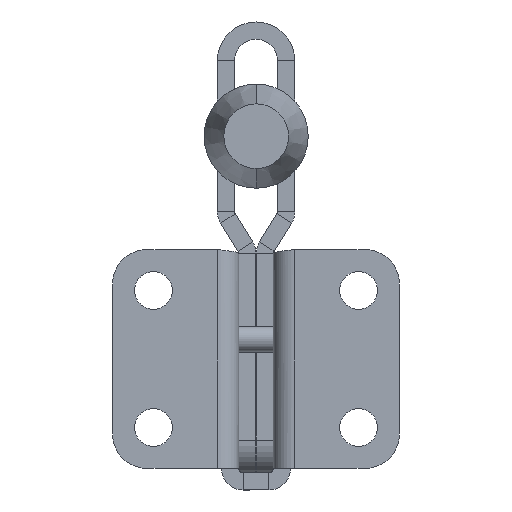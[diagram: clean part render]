
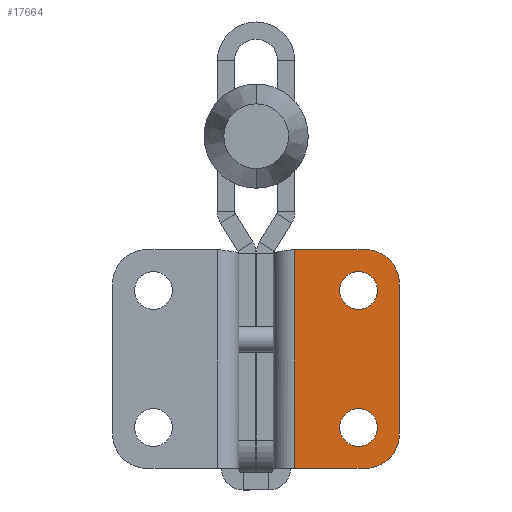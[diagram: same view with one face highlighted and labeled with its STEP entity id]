
A CAD part, front view. The second image highlights one B-rep face of the part: STEP entity #17664.
In plain terms, the highlighted planar face has unit normal (0, -1, 0).
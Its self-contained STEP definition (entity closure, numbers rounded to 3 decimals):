
#3393 = LINE ( 'NONE', #19212, #3399 ) ;
#3395 = CIRCLE ( 'NONE', #9547, 4. ) ;
#3397 = CIRCLE ( 'NONE', #9550, 2.2 ) ;
#3399 = VECTOR ( 'NONE', #19208, 1000. ) ;
#3401 = LINE ( 'NONE', #19216, #3405 ) ;
#3403 = CIRCLE ( 'NONE', #9548, 4. ) ;
#3405 = VECTOR ( 'NONE', #19206, 1000. ) ;
#3407 = LINE ( 'NONE', #19217, #3411 ) ;
#3409 = CIRCLE ( 'NONE', #9549, 2.2 ) ;
#3411 = VECTOR ( 'NONE', #19218, 1000. ) ;
#3415 = LINE ( 'NONE', #19229, #3423 ) ;
#3423 = VECTOR ( 'NONE', #19234, 1000. ) ;
#3693 = CIRCLE ( 'NONE', #9583, 2.2 ) ;
#3707 = CIRCLE ( 'NONE', #9585, 2.2 ) ;
#4332 = ORIENTED_EDGE ( 'NONE', *, *, #15504, .F. ) ;
#4333 = ORIENTED_EDGE ( 'NONE', *, *, #15408, .F. ) ;
#4334 = ORIENTED_EDGE ( 'NONE', *, *, #15500, .F. ) ;
#4335 = ORIENTED_EDGE ( 'NONE', *, *, #15407, .F. ) ;
#4336 = ORIENTED_EDGE ( 'NONE', *, *, #15410, .F. ) ;
#4337 = ORIENTED_EDGE ( 'NONE', *, *, #15406, .T. ) ;
#4338 = ORIENTED_EDGE ( 'NONE', *, *, #15405, .T. ) ;
#4339 = ORIENTED_EDGE ( 'NONE', *, *, #15404, .T. ) ;
#4340 = ORIENTED_EDGE ( 'NONE', *, *, #15403, .T. ) ;
#4341 = ORIENTED_EDGE ( 'NONE', *, *, #15402, .T. ) ;
#6177 = DIRECTION ( 'NONE',  ( 0., 1., 0. ) ) ;
#6180 = CARTESIAN_POINT ( 'NONE',  ( 12.65, -2., 21.4 ) ) ;
#6184 = PLANE ( 'NONE',  #25038 ) ;
#6188 = DIRECTION ( 'NONE',  ( -1., 0., 0. ) ) ;
#8283 = VERTEX_POINT ( 'NONE', #24511 ) ;
#8284 = VERTEX_POINT ( 'NONE', #24512 ) ;
#8287 = VERTEX_POINT ( 'NONE', #24515 ) ;
#8290 = VERTEX_POINT ( 'NONE', #24518 ) ;
#8339 = VERTEX_POINT ( 'NONE', #24567 ) ;
#8343 = VERTEX_POINT ( 'NONE', #24571 ) ;
#8346 = VERTEX_POINT ( 'NONE', #24574 ) ;
#8348 = VERTEX_POINT ( 'NONE', #24576 ) ;
#8349 = VERTEX_POINT ( 'NONE', #24577 ) ;
#8350 = VERTEX_POINT ( 'NONE', #24578 ) ;
#9547 = AXIS2_PLACEMENT_3D ( 'NONE', #19219, #19220, #19221 ) ;
#9548 = AXIS2_PLACEMENT_3D ( 'NONE', #19222, #19223, #19224 ) ;
#9549 = AXIS2_PLACEMENT_3D ( 'NONE', #19226, #19227, #19228 ) ;
#9550 = AXIS2_PLACEMENT_3D ( 'NONE', #19231, #19232, #19233 ) ;
#9583 = AXIS2_PLACEMENT_3D ( 'NONE', #19460, #19461, #19462 ) ;
#9585 = AXIS2_PLACEMENT_3D ( 'NONE', #19469, #19470, #19471 ) ;
#15402 = EDGE_CURVE ( 'NONE', #8350, #8339, #3393, .T. ) ;
#15403 = EDGE_CURVE ( 'NONE', #8349, #8350, #3395, .T. ) ;
#15404 = EDGE_CURVE ( 'NONE', #8348, #8349, #3401, .T. ) ;
#15405 = EDGE_CURVE ( 'NONE', #8343, #8348, #3403, .T. ) ;
#15406 = EDGE_CURVE ( 'NONE', #8346, #8343, #3407, .T. ) ;
#15407 = EDGE_CURVE ( 'NONE', #8290, #8287, #3409, .T. ) ;
#15408 = EDGE_CURVE ( 'NONE', #8284, #8283, #3397, .T. ) ;
#15410 = EDGE_CURVE ( 'NONE', #8346, #8339, #3415, .T. ) ;
#15500 = EDGE_CURVE ( 'NONE', #8287, #8290, #3693, .T. ) ;
#15504 = EDGE_CURVE ( 'NONE', #8283, #8284, #3707, .T. ) ;
#16149 = EDGE_LOOP ( 'NONE', ( #4334, #4335 ) ) ;
#16153 = EDGE_LOOP ( 'NONE', ( #4336, #4337, #4338, #4339, #4340, #4341 ) ) ;
#16158 = EDGE_LOOP ( 'NONE', ( #4332, #4333 ) ) ;
#17664 = ADVANCED_FACE ( 'NONE', ( #26375, #26382, #26378 ), #6184, .F. ) ;
#19206 = DIRECTION ( 'NONE',  ( 0., 0., 1. ) ) ;
#19208 = DIRECTION ( 'NONE',  ( -1., 0., 0. ) ) ;
#19212 = CARTESIAN_POINT ( 'NONE',  ( 4., -2., 25.4 ) ) ;
#19216 = CARTESIAN_POINT ( 'NONE',  ( 16.65, -2., 21.4 ) ) ;
#19217 = CARTESIAN_POINT ( 'NONE',  ( 12.65, -2., 0. ) ) ;
#19218 = DIRECTION ( 'NONE',  ( 1., 0., 0. ) ) ;
#19219 = CARTESIAN_POINT ( 'NONE',  ( 12.65, -2., 21.4 ) ) ;
#19220 = DIRECTION ( 'NONE',  ( 0., -1., 0. ) ) ;
#19221 = DIRECTION ( 'NONE',  ( -1., 0., 0. ) ) ;
#19222 = CARTESIAN_POINT ( 'NONE',  ( 12.65, -2., 4. ) ) ;
#19223 = DIRECTION ( 'NONE',  ( 0., -1., 0. ) ) ;
#19224 = DIRECTION ( 'NONE',  ( -1., 0., 0. ) ) ;
#19226 = CARTESIAN_POINT ( 'NONE',  ( 11.9, -2., 20.65 ) ) ;
#19227 = DIRECTION ( 'NONE',  ( 0., -1., 0. ) ) ;
#19228 = DIRECTION ( 'NONE',  ( 1., 0., 0. ) ) ;
#19229 = CARTESIAN_POINT ( 'NONE',  ( 4.5, -2., 21.4 ) ) ;
#19231 = CARTESIAN_POINT ( 'NONE',  ( 11.9, -2., 4.75 ) ) ;
#19232 = DIRECTION ( 'NONE',  ( 0., -1., 0. ) ) ;
#19233 = DIRECTION ( 'NONE',  ( 1., 0., 0. ) ) ;
#19234 = DIRECTION ( 'NONE',  ( 0., 0., 1. ) ) ;
#19460 = CARTESIAN_POINT ( 'NONE',  ( 11.9, -2., 20.65 ) ) ;
#19461 = DIRECTION ( 'NONE',  ( 0., -1., 0. ) ) ;
#19462 = DIRECTION ( 'NONE',  ( 1., 0., 0. ) ) ;
#19469 = CARTESIAN_POINT ( 'NONE',  ( 11.9, -2., 4.75 ) ) ;
#19470 = DIRECTION ( 'NONE',  ( 0., -1., 0. ) ) ;
#19471 = DIRECTION ( 'NONE',  ( 1., 0., 0. ) ) ;
#24511 = CARTESIAN_POINT ( 'NONE',  ( 9.7, -2., 4.75 ) ) ;
#24512 = CARTESIAN_POINT ( 'NONE',  ( 14.1, -2., 4.75 ) ) ;
#24515 = CARTESIAN_POINT ( 'NONE',  ( 9.7, -2., 20.65 ) ) ;
#24518 = CARTESIAN_POINT ( 'NONE',  ( 14.1, -2., 20.65 ) ) ;
#24567 = CARTESIAN_POINT ( 'NONE',  ( 4.5, -2., 25.4 ) ) ;
#24571 = CARTESIAN_POINT ( 'NONE',  ( 12.65, -2., 0. ) ) ;
#24574 = CARTESIAN_POINT ( 'NONE',  ( 4.5, -2., 0. ) ) ;
#24576 = CARTESIAN_POINT ( 'NONE',  ( 16.65, -2., 4. ) ) ;
#24577 = CARTESIAN_POINT ( 'NONE',  ( 16.65, -2., 21.4 ) ) ;
#24578 = CARTESIAN_POINT ( 'NONE',  ( 12.65, -2., 25.4 ) ) ;
#25038 = AXIS2_PLACEMENT_3D ( 'NONE', #6180, #6177, #6188 ) ;
#26375 = FACE_BOUND ( 'NONE', #16158, .T. ) ;
#26378 = FACE_OUTER_BOUND ( 'NONE', #16153, .T. ) ;
#26382 = FACE_BOUND ( 'NONE', #16149, .T. ) ;
